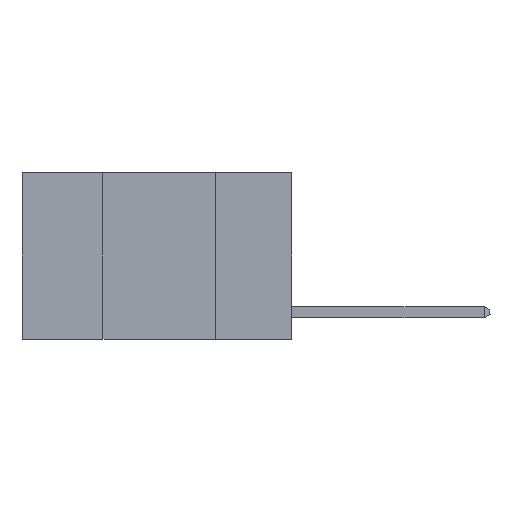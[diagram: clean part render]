
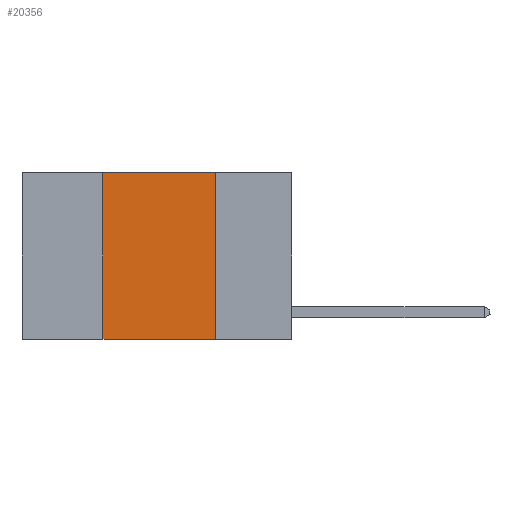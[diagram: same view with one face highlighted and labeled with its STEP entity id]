
A CAD part, left-side view. The second image highlights one B-rep face of the part: STEP entity #20356.
In plain terms, the highlighted planar face has unit normal (-1, 0, 0).
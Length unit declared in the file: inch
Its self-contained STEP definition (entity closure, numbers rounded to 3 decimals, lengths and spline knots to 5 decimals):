
#2982 = DIRECTION ( 'NONE',  ( 0., 0., 1. ) ) ;
#3252 = CARTESIAN_POINT ( 'NONE',  ( 0., 0.17, 0. ) ) ;
#3951 = EDGE_CURVE ( 'NONE', #23977, #8665, #12869, .T. ) ;
#5168 = ORIENTED_EDGE ( 'NONE', *, *, #25047, .F. ) ;
#7174 = CARTESIAN_POINT ( 'NONE',  ( 0., 0.42, 0. ) ) ;
#7575 = CARTESIAN_POINT ( 'NONE',  ( 0., 0.17, -0.37 ) ) ;
#7857 = FACE_OUTER_BOUND ( 'NONE', #19062, .T. ) ;
#8303 = CARTESIAN_POINT ( 'NONE',  ( 0., 0.17, 0. ) ) ;
#8665 = VERTEX_POINT ( 'NONE', #7575 ) ;
#9425 = AXIS2_PLACEMENT_3D ( 'NONE', #26464, #22139, #10154 ) ;
#10154 = DIRECTION ( 'NONE',  ( 0., 0., -1. ) ) ;
#10643 = LINE ( 'NONE', #25058, #10828 ) ;
#10828 = VECTOR ( 'NONE', #18859, 39.37008 ) ;
#12433 = PLANE ( 'NONE',  #9425 ) ;
#12614 = LINE ( 'NONE', #8303, #23070 ) ;
#12869 = LINE ( 'NONE', #21085, #19752 ) ;
#13009 = DIRECTION ( 'NONE',  ( 0., -1., 0. ) ) ;
#14764 = ORIENTED_EDGE ( 'NONE', *, *, #20252, .F. ) ;
#15091 = VERTEX_POINT ( 'NONE', #22256 ) ;
#17302 = LINE ( 'NONE', #7174, #21025 ) ;
#17505 = EDGE_CURVE ( 'NONE', #24852, #8665, #12614, .T. ) ;
#18859 = DIRECTION ( 'NONE',  ( 0., -1., 0. ) ) ;
#19062 = EDGE_LOOP ( 'NONE', ( #24148, #5168, #14764, #22670 ) ) ;
#19752 = VECTOR ( 'NONE', #13009, 39.37008 ) ;
#20252 = EDGE_CURVE ( 'NONE', #23977, #15091, #17302, .T. ) ;
#20356 = ADVANCED_FACE ( 'NONE', ( #7857 ), #12433, .F. ) ;
#20822 = DIRECTION ( 'NONE',  ( 0., 0., -1. ) ) ;
#21025 = VECTOR ( 'NONE', #2982, 39.37008 ) ;
#21085 = CARTESIAN_POINT ( 'NONE',  ( 0., 0.6, -0.37 ) ) ;
#22074 = CARTESIAN_POINT ( 'NONE',  ( 0., 0.42, -0.37 ) ) ;
#22139 = DIRECTION ( 'NONE',  ( 1., 0., 0. ) ) ;
#22256 = CARTESIAN_POINT ( 'NONE',  ( 0., 0.42, 0. ) ) ;
#22670 = ORIENTED_EDGE ( 'NONE', *, *, #3951, .T. ) ;
#23070 = VECTOR ( 'NONE', #20822, 39.37008 ) ;
#23977 = VERTEX_POINT ( 'NONE', #22074 ) ;
#24148 = ORIENTED_EDGE ( 'NONE', *, *, #17505, .F. ) ;
#24852 = VERTEX_POINT ( 'NONE', #3252 ) ;
#25047 = EDGE_CURVE ( 'NONE', #15091, #24852, #10643, .T. ) ;
#25058 = CARTESIAN_POINT ( 'NONE',  ( 0., 0.6, 0. ) ) ;
#26464 = CARTESIAN_POINT ( 'NONE',  ( 0., 0.6, 0. ) ) ;
